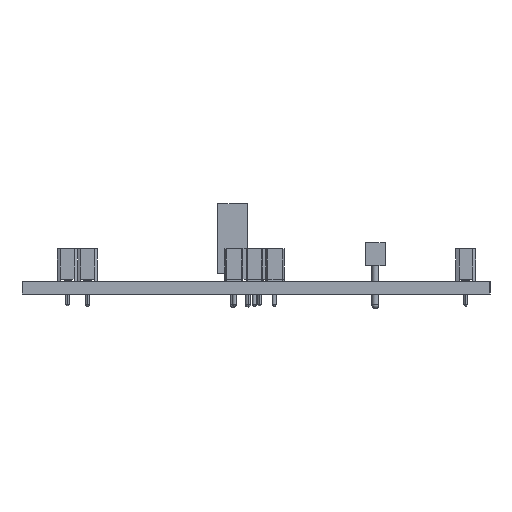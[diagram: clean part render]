
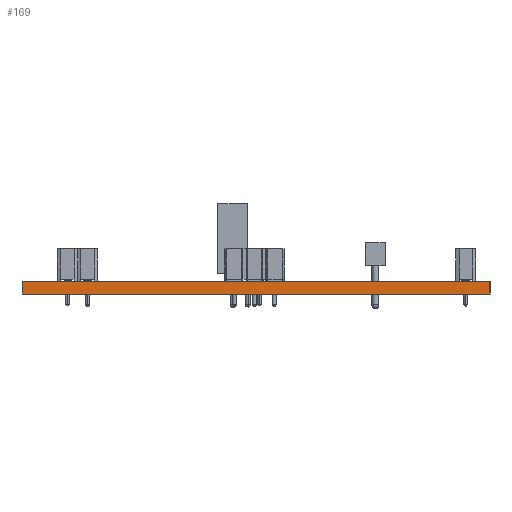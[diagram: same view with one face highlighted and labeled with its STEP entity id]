
A CAD part, left-side view. The second image highlights one B-rep face of the part: STEP entity #169.
In plain terms, the highlighted planar face has unit normal (-1, 0, 0).
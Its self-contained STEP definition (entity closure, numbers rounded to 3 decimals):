
#113 = VERTEX_POINT('',#114);
#114 = CARTESIAN_POINT('',(0.,-0.1,0.803));
#120 = EDGE_CURVE('',#121,#113,#123,.T.);
#121 = VERTEX_POINT('',#122);
#122 = CARTESIAN_POINT('',(0.,-0.1,-0.803));
#123 = LINE('',#124,#125);
#124 = CARTESIAN_POINT('',(0.,-0.1,-0.803));
#125 = VECTOR('',#126,1.);
#126 = DIRECTION('',(0.,0.,1.));
#169 = ADVANCED_FACE('',(#170),#195,.F.);
#170 = FACE_BOUND('',#171,.F.);
#171 = EDGE_LOOP('',(#172,#173,#181,#189));
#172 = ORIENTED_EDGE('',*,*,#120,.T.);
#173 = ORIENTED_EDGE('',*,*,#174,.T.);
#174 = EDGE_CURVE('',#113,#175,#177,.T.);
#175 = VERTEX_POINT('',#176);
#176 = CARTESIAN_POINT('',(0.,-60.1,0.803));
#177 = LINE('',#178,#179);
#178 = CARTESIAN_POINT('',(0.,-0.1,0.803));
#179 = VECTOR('',#180,1.);
#180 = DIRECTION('',(0.,-1.,0.));
#181 = ORIENTED_EDGE('',*,*,#182,.F.);
#182 = EDGE_CURVE('',#183,#175,#185,.T.);
#183 = VERTEX_POINT('',#184);
#184 = CARTESIAN_POINT('',(0.,-60.1,-0.803));
#185 = LINE('',#186,#187);
#186 = CARTESIAN_POINT('',(0.,-60.1,-0.803));
#187 = VECTOR('',#188,1.);
#188 = DIRECTION('',(0.,0.,1.));
#189 = ORIENTED_EDGE('',*,*,#190,.F.);
#190 = EDGE_CURVE('',#121,#183,#191,.T.);
#191 = LINE('',#192,#193);
#192 = CARTESIAN_POINT('',(0.,-0.1,-0.803));
#193 = VECTOR('',#194,1.);
#194 = DIRECTION('',(0.,-1.,0.));
#195 = PLANE('',#196);
#196 = AXIS2_PLACEMENT_3D('',#197,#198,#199);
#197 = CARTESIAN_POINT('',(0.,-0.1,-0.803));
#198 = DIRECTION('',(1.,0.,0.));
#199 = DIRECTION('',(0.,-1.,0.));
